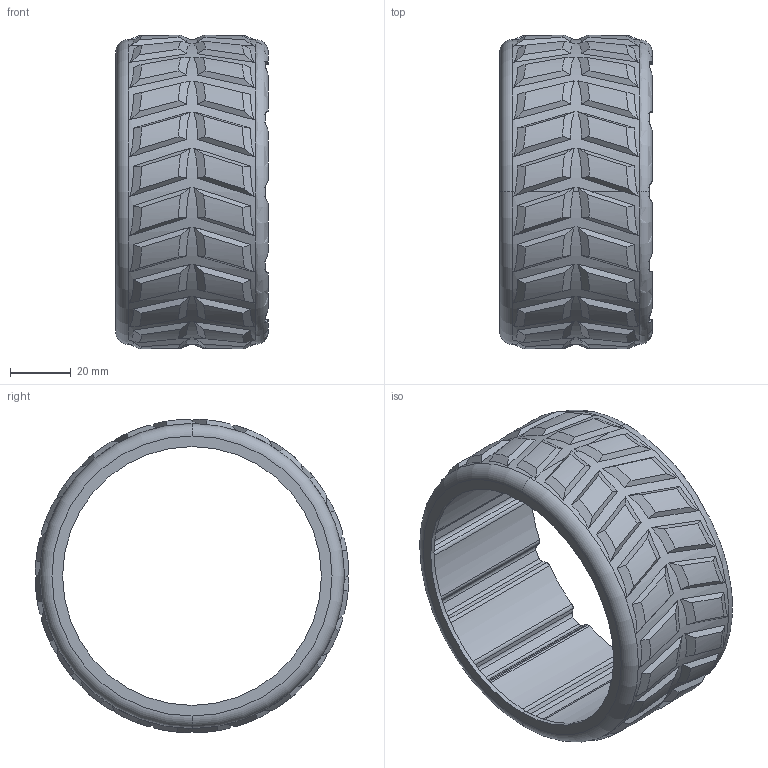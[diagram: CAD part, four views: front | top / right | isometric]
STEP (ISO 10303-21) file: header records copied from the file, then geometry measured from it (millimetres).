
FILE_DESCRIPTION (( 'STEP AP203' ), '1' );
FILE_NAME ('P37_Wheel_Sleeve_Full Sleeve Right.STEP', '2020-06-02T15:00:31', ( '' ), ( '' ), 'SwSTEP 2.0', 'SolidWorks 2018', '' );
FILE_SCHEMA (( 'CONFIG_CONTROL_DESIGN' ));
Length unit declared in the file: millimetre
Products named in the file (1): P37_Wheel_Sleeve_Full Sleeve Right
Bounding box: 50 x 102.98 x 102.98 mm (x, y, z)
Volume: 60119.1 mm3; surface area: 36329.9 mm2
Topology: 1 solids, 1 shells, 458 faces, 1244 edges, 828 vertices
Faces by surface type: plane 326, cylinder 128, torus 4
Entity records: 14935 total; most frequent: CARTESIAN_POINT 5123, ORIENTED_EDGE 2488, DIRECTION 1514, EDGE_CURVE 1244, VERTEX_POINT 828, LINE 520, VECTOR 520, EDGE_LOOP 500
